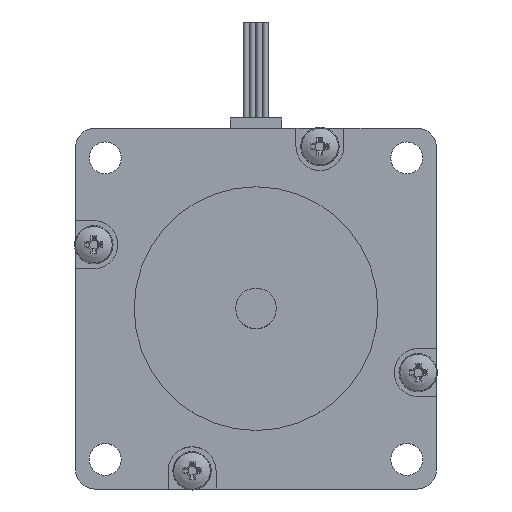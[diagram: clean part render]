
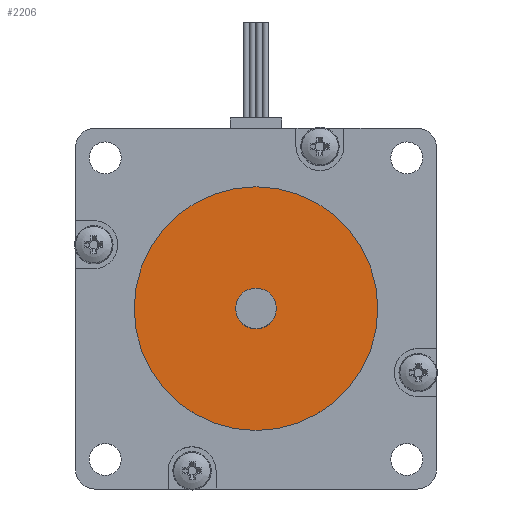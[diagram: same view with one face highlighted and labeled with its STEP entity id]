
A CAD part, top view. The second image highlights one B-rep face of the part: STEP entity #2206.
In plain terms, the highlighted planar face has unit normal (0, 0, 1).
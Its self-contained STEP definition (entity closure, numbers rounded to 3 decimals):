
#2183=CARTESIAN_POINT('',(19.05,0.,12.6));
#2184=VERTEX_POINT('',#2183);
#2185=CARTESIAN_POINT('',(0.0,0.0,12.6));
#2186=DIRECTION('',(0.0,0.0,-1.0));
#2187=DIRECTION('',(-1.0,0.0,0.0));
#2188=AXIS2_PLACEMENT_3D('',#2185,#2186,#2187);
#2189=CIRCLE('',#2188,19.05);
#2190=EDGE_CURVE('',#2184,#2184,#2189,.T.);
#2198=CARTESIAN_POINT('',(0.0,0.0,12.6));
#2199=DIRECTION('',(0.0,0.0,-1.0));
#2200=DIRECTION('',(-1.0,0.0,0.0));
#2201=AXIS2_PLACEMENT_3D('',#2198,#2199,#2200);
#2202=PLANE('',#2201);
#2203=ORIENTED_EDGE('',*,*,#2190,.F.);
#2204=EDGE_LOOP('',(#2203));
#2205=FACE_OUTER_BOUND('',#2204,.T.);
#2206=ADVANCED_FACE('',(#2205),#2202,.F.);
